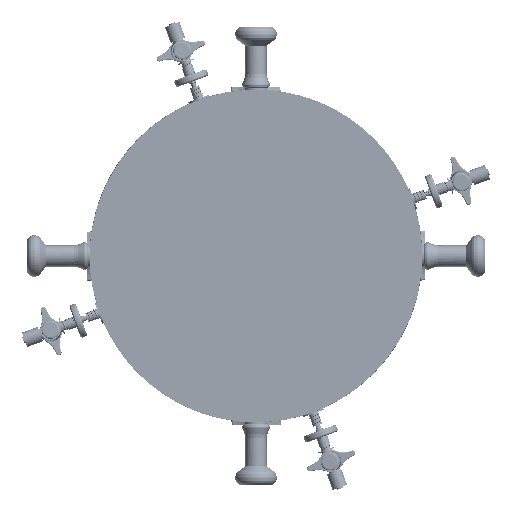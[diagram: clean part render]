
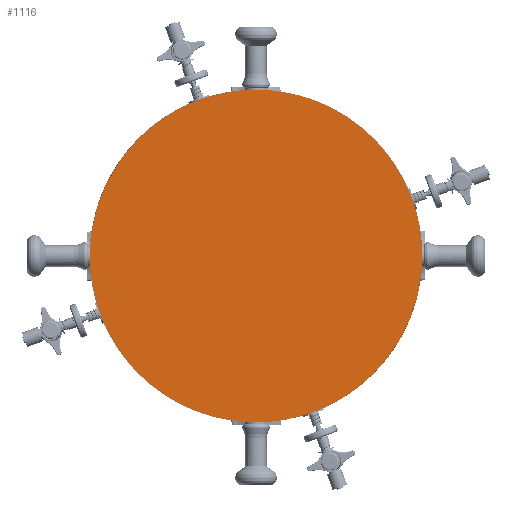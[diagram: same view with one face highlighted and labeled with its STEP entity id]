
A CAD part, front view. The second image highlights one B-rep face of the part: STEP entity #1116.
In plain terms, the highlighted free-form (B-spline) face has degree [1, 1] with [2, 2] control points.
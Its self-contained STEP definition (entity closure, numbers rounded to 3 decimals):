
#861 = VERTEX_POINT('',#862);
#862 = CARTESIAN_POINT('',(-126.819,0.,0.));
#867 = EDGE_CURVE('',#861,#861,#868,.T.);
#868 = ( BOUNDED_CURVE() B_SPLINE_CURVE(2,(#869,#870,#871,#872,#873,#874
,#875),.UNSPECIFIED.,.T.,.F.) B_SPLINE_CURVE_WITH_KNOTS((3,2,2,3),(
    3.142,5.236,7.33,9.425),
.PIECEWISE_BEZIER_KNOTS.) CURVE() GEOMETRIC_REPRESENTATION_ITEM() 
RATIONAL_B_SPLINE_CURVE((1.,0.5,1.,0.5,1.,0.5,1.)) REPRESENTATION_ITEM(
  '') );
#869 = CARTESIAN_POINT('',(-126.819,0.,0.));
#870 = CARTESIAN_POINT('',(-126.819,0.,219.657));
#871 = CARTESIAN_POINT('',(63.41,0.,109.829));
#872 = CARTESIAN_POINT('',(253.639,0.,0.));
#873 = CARTESIAN_POINT('',(63.41,0.,-109.829));
#874 = CARTESIAN_POINT('',(-126.819,0.,-219.657));
#875 = CARTESIAN_POINT('',(-126.819,0.,0.));
#1116 = ADVANCED_FACE('',(#1117),#1120,.F.);
#1117 = FACE_BOUND('',#1118,.T.);
#1118 = EDGE_LOOP('',(#1119));
#1119 = ORIENTED_EDGE('',*,*,#867,.F.);
#1120 = B_SPLINE_SURFACE_WITH_KNOTS('',1,1,(
    (#1121,#1122)
    ,(#1123,#1124
    )),.UNSPECIFIED.,.F.,.F.,.F.,(2,2),(2,2),(-120.,120.),(-120.,120.),
  .PIECEWISE_BEZIER_KNOTS.);
#1121 = CARTESIAN_POINT('',(-126.819,0.,126.819));
#1122 = CARTESIAN_POINT('',(-126.819,0.,-126.819));
#1123 = CARTESIAN_POINT('',(126.819,0.,126.819));
#1124 = CARTESIAN_POINT('',(126.819,0.,-126.819));
